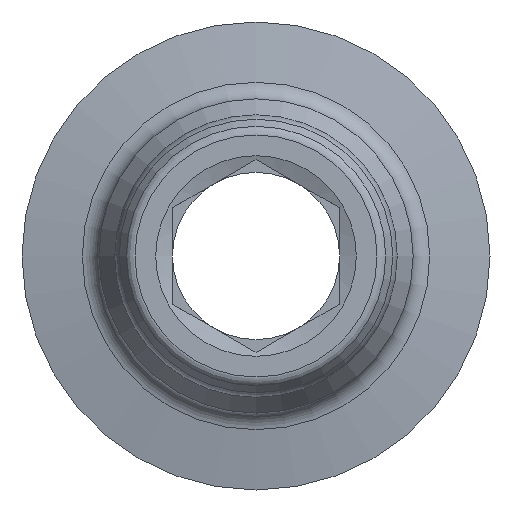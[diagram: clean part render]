
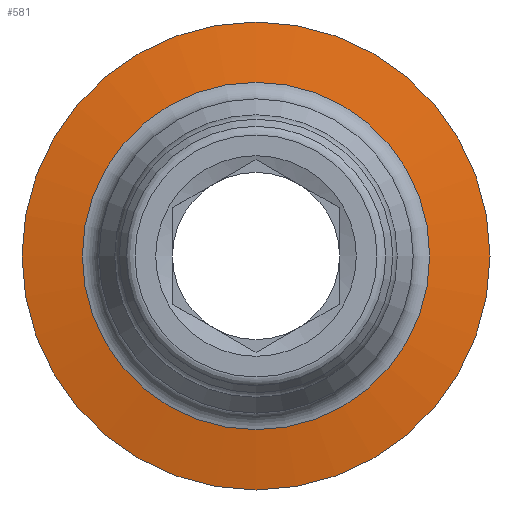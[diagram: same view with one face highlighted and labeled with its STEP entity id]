
A CAD part, left-side view. The second image highlights one B-rep face of the part: STEP entity #581.
In plain terms, the highlighted conical face has half-angle 80 degrees and reference radius 5.85 mm.
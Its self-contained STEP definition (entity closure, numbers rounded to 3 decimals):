
#31=CONICAL_SURFACE('',#682,5.85,1.396);
#56=CIRCLE('',#679,5.196);
#59=CIRCLE('',#683,7.);
#91=FACE_OUTER_BOUND('',#127,.T.);
#127=EDGE_LOOP('',(#431,#432,#433,#434));
#166=LINE('',#1018,#201);
#201=VECTOR('',#812,5.85);
#259=VERTEX_POINT('',#1011);
#261=VERTEX_POINT('',#1017);
#322=EDGE_CURVE('',#259,#259,#56,.T.);
#325=EDGE_CURVE('',#259,#261,#166,.T.);
#326=EDGE_CURVE('',#261,#261,#59,.T.);
#431=ORIENTED_EDGE('',*,*,#322,.F.);
#432=ORIENTED_EDGE('',*,*,#325,.T.);
#433=ORIENTED_EDGE('',*,*,#326,.T.);
#434=ORIENTED_EDGE('',*,*,#325,.F.);
#581=ADVANCED_FACE('',(#91),#31,.T.);
#679=AXIS2_PLACEMENT_3D('',#1012,#804,#805);
#682=AXIS2_PLACEMENT_3D('',#1016,#810,#811);
#683=AXIS2_PLACEMENT_3D('',#1019,#813,#814);
#804=DIRECTION('center_axis',(-1.,0.,0.));
#805=DIRECTION('ref_axis',(0.,0.,-1.));
#810=DIRECTION('center_axis',(1.,0.,0.));
#811=DIRECTION('ref_axis',(0.,0.,1.));
#812=DIRECTION('',(0.174,0.,-0.985));
#813=DIRECTION('center_axis',(-1.,0.,0.));
#814=DIRECTION('ref_axis',(0.,0.,1.));
#1011=CARTESIAN_POINT('',(17.887,0.,-5.196));
#1012=CARTESIAN_POINT('Origin',(17.887,0.,0.));
#1016=CARTESIAN_POINT('Origin',(18.003,0.,0.));
#1017=CARTESIAN_POINT('',(18.206,0.,-7.));
#1018=CARTESIAN_POINT('',(18.003,0.,-5.85));
#1019=CARTESIAN_POINT('Origin',(18.206,0.,0.));
